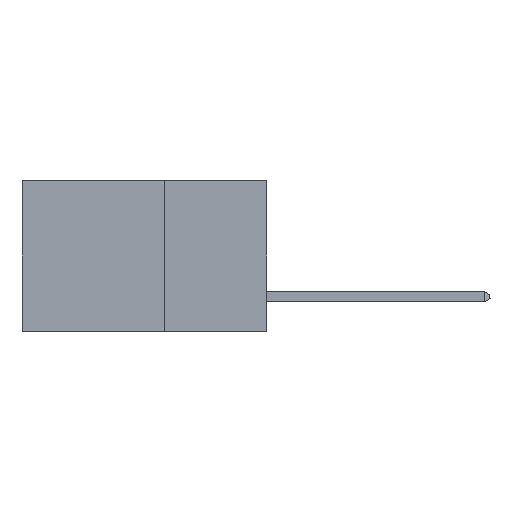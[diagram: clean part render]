
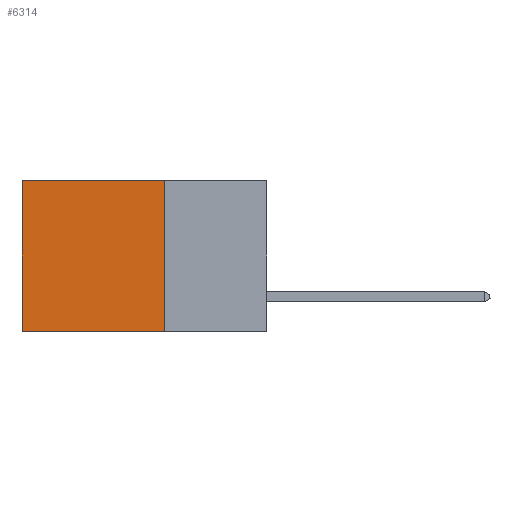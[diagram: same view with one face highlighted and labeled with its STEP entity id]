
A CAD part, left-side view. The second image highlights one B-rep face of the part: STEP entity #6314.
In plain terms, the highlighted planar face has unit normal (-1, 0, 0).
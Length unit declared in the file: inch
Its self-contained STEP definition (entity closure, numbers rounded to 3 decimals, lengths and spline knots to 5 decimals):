
#64 = CARTESIAN_POINT ( 'NONE',  ( 0.2875, 0.6, -0.37 ) ) ;
#355 = AXIS2_PLACEMENT_3D ( 'NONE', #3031, #5119, #12870 ) ;
#509 = EDGE_CURVE ( 'NONE', #5073, #5595, #11451, .T. ) ;
#930 = VERTEX_POINT ( 'NONE', #13450 ) ;
#1832 = ORIENTED_EDGE ( 'NONE', *, *, #11531, .T. ) ;
#2121 = EDGE_LOOP ( 'NONE', ( #13358, #13655, #8988, #1832 ) ) ;
#2255 = EDGE_CURVE ( 'NONE', #6535, #930, #6371, .T. ) ;
#2455 = VECTOR ( 'NONE', #5735, 39.37008 ) ;
#3031 = CARTESIAN_POINT ( 'NONE',  ( 0.2875, 0.25, 0. ) ) ;
#3214 = DIRECTION ( 'NONE',  ( 0., 1., 0. ) ) ;
#4186 = EDGE_CURVE ( 'NONE', #930, #5595, #10988, .T. ) ;
#4401 = LINE ( 'NONE', #9790, #5072 ) ;
#4620 = CARTESIAN_POINT ( 'NONE',  ( 0.2875, 0.25, 0. ) ) ;
#5072 = VECTOR ( 'NONE', #3214, 39.37008 ) ;
#5073 = VERTEX_POINT ( 'NONE', #8020 ) ;
#5119 = DIRECTION ( 'NONE',  ( 1., 0., 0. ) ) ;
#5595 = VERTEX_POINT ( 'NONE', #64 ) ;
#5667 = CARTESIAN_POINT ( 'NONE',  ( 0.2875, 0.25, 0. ) ) ;
#5735 = DIRECTION ( 'NONE',  ( 0., 0., -1. ) ) ;
#6314 = ADVANCED_FACE ( 'NONE', ( #10731 ), #12964, .F. ) ;
#6371 = LINE ( 'NONE', #4620, #2455 ) ;
#6535 = VERTEX_POINT ( 'NONE', #5667 ) ;
#7962 = CARTESIAN_POINT ( 'NONE',  ( 0.2875, 0.25, -0.37 ) ) ;
#8020 = CARTESIAN_POINT ( 'NONE',  ( 0.2875, 0.6, 0. ) ) ;
#8489 = VECTOR ( 'NONE', #13424, 39.37008 ) ;
#8936 = CARTESIAN_POINT ( 'NONE',  ( 0.2875, 0.6, 0. ) ) ;
#8988 = ORIENTED_EDGE ( 'NONE', *, *, #2255, .F. ) ;
#9790 = CARTESIAN_POINT ( 'NONE',  ( 0.2875, 0.25, 0. ) ) ;
#10731 = FACE_OUTER_BOUND ( 'NONE', #2121, .T. ) ;
#10988 = LINE ( 'NONE', #7962, #13580 ) ;
#11451 = LINE ( 'NONE', #8936, #8489 ) ;
#11531 = EDGE_CURVE ( 'NONE', #6535, #5073, #4401, .T. ) ;
#12234 = DIRECTION ( 'NONE',  ( 0., 1., 0. ) ) ;
#12870 = DIRECTION ( 'NONE',  ( 0., 0., -1. ) ) ;
#12964 = PLANE ( 'NONE',  #355 ) ;
#13358 = ORIENTED_EDGE ( 'NONE', *, *, #509, .T. ) ;
#13424 = DIRECTION ( 'NONE',  ( 0., 0., -1. ) ) ;
#13450 = CARTESIAN_POINT ( 'NONE',  ( 0.2875, 0.25, -0.37 ) ) ;
#13580 = VECTOR ( 'NONE', #12234, 39.37008 ) ;
#13655 = ORIENTED_EDGE ( 'NONE', *, *, #4186, .F. ) ;
